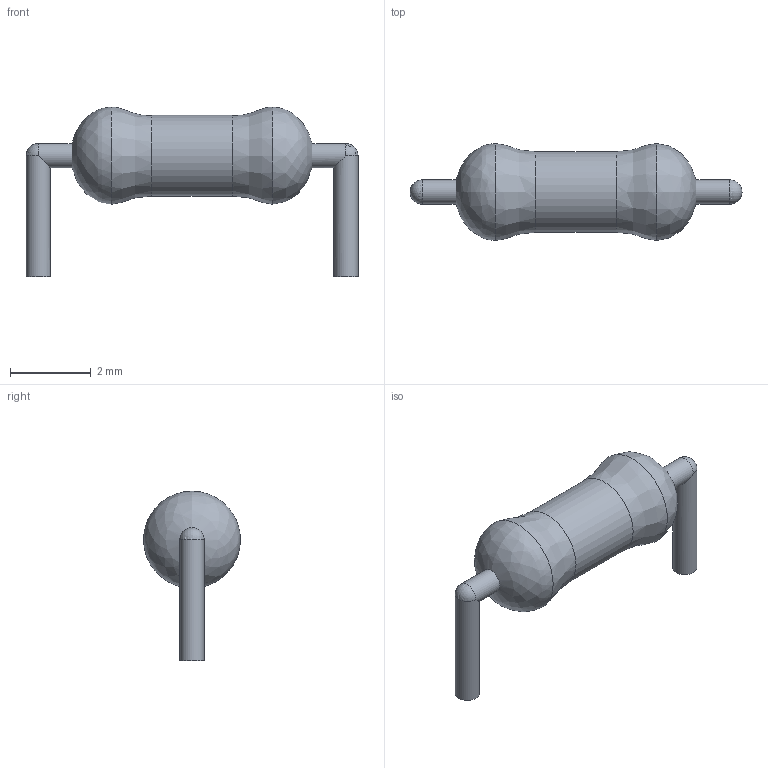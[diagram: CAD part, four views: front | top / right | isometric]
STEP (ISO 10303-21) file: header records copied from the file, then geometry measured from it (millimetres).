
FILE_DESCRIPTION(/* description */ ('STEP AP242','CAx-IF Rec.Pracs.---Representation and Presentation of Product Manufacturing Information (PMI)---4.0---2014-10-13','CAx-IF Rec.Pracs.---3D Tessellated Geometry---0.4---2014-09-14','2;1'),/* implementation_level */ '2;1');
FILE_NAME(/* name */ '667f349ecffd54186b3f4ecd',/* time_stamp */ '2024-06-28T22:09:35Z',/* author */ (''),/* organization */ (''),/* preprocessor_version */ 'ST-DEVELOPER v20',/* originating_system */ ' ',/* authorisation */ ' ');
FILE_SCHEMA (('AP242_MANAGED_MODEL_BASED_3D_ENGINEERING_MIM_LF { 1 0 10303 442 1 1 4 }'));
Length unit declared in the file: metre
Products named in the file (1): Axial Resistor
Bounding box: 8.22 x 2.4 x 4.2 mm (x, y, z)
Volume: 21.9 mm3; surface area: 57 mm2
Topology: 1 solids, 1 shells, 13 faces, 31 edges, 16 vertices
Faces by surface type: cylinder 5, bspline 4, plane 2, sphere 2
Full cylindrical faces by diameter (mm): 0.6 x4, 2 x1
Entity records: 563 total; most frequent: CARTESIAN_POINT 234, DIRECTION 48, ORIENTED_EDGE 28, AXIS2_PLACEMENT_3D 24, EDGE_LOOP 22, FACE_BOUND 22, EDGE_CURVE 14, PRESENTATION_STYLE_ASSIGNMENT 14
